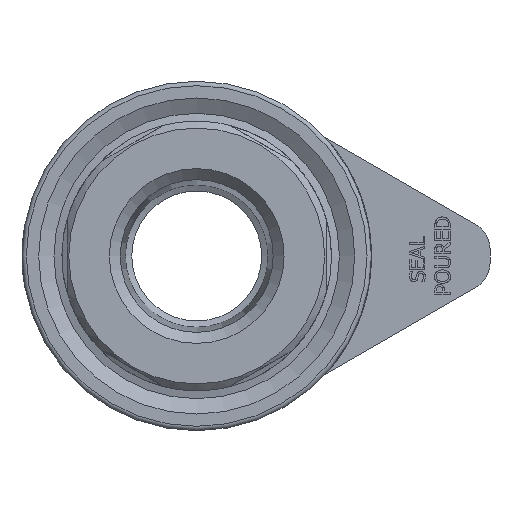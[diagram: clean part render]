
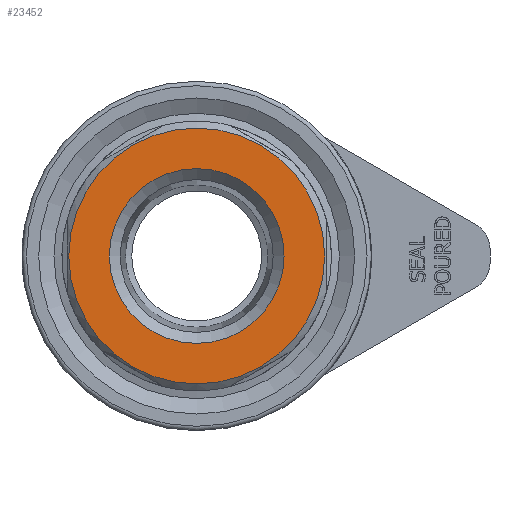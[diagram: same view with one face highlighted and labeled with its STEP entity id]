
A CAD part, front view. The second image highlights one B-rep face of the part: STEP entity #23452.
In plain terms, the highlighted planar face has unit normal (0, -1, 0).
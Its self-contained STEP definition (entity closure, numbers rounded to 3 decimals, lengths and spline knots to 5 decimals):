
#1363=FACE_BOUND('',#7321,.T.);
#1490=PLANE('',#24774);
#6048=FACE_OUTER_BOUND('',#7320,.T.);
#7320=EDGE_LOOP('',(#15284));
#7321=EDGE_LOOP('',(#15285,#15286));
#8716=CIRCLE('',#24753,0.58586);
#8727=CIRCLE('',#24775,0.4);
#8728=CIRCLE('',#24776,0.4);
#9419=VERTEX_POINT('',#31328);
#9448=VERTEX_POINT('',#31414);
#9449=VERTEX_POINT('',#31415);
#11746=EDGE_CURVE('',#9419,#9419,#8716,.T.);
#11786=EDGE_CURVE('',#9448,#9449,#8727,.T.);
#11787=EDGE_CURVE('',#9449,#9448,#8728,.T.);
#15284=ORIENTED_EDGE('',*,*,#11746,.F.);
#15285=ORIENTED_EDGE('',*,*,#11786,.F.);
#15286=ORIENTED_EDGE('',*,*,#11787,.F.);
#23452=ADVANCED_FACE('',(#6048,#1363),#1490,.T.);
#24753=AXIS2_PLACEMENT_3D('',#31329,#26332,#26333);
#24774=AXIS2_PLACEMENT_3D('',#31413,#26391,#26392);
#24775=AXIS2_PLACEMENT_3D('',#31416,#26393,#26394);
#24776=AXIS2_PLACEMENT_3D('',#31417,#26395,#26396);
#26332=DIRECTION('center_axis',(0.,1.,0.));
#26333=DIRECTION('ref_axis',(0.,0.,
-1.));
#26391=DIRECTION('center_axis',(0.,-1.,0.));
#26392=DIRECTION('ref_axis',(1.,0.,0.));
#26393=DIRECTION('center_axis',(0.,-1.,0.));
#26394=DIRECTION('ref_axis',(-1.,0.,0.));
#26395=DIRECTION('center_axis',(0.,-1.,0.));
#26396=DIRECTION('ref_axis',(-1.,0.,0.));
#31328=CARTESIAN_POINT('',(0.,-1.01543,0.58586));
#31329=CARTESIAN_POINT('Origin',(0.,-1.01543,
0.));
#31413=CARTESIAN_POINT('Origin',(0.,-1.01543,
0.4));
#31414=CARTESIAN_POINT('',(0.,-1.01543,0.4));
#31415=CARTESIAN_POINT('',(0.,-1.01543,-0.4));
#31416=CARTESIAN_POINT('Origin',(0.,-1.01543,
0.));
#31417=CARTESIAN_POINT('Origin',(0.,-1.01543,
0.));
